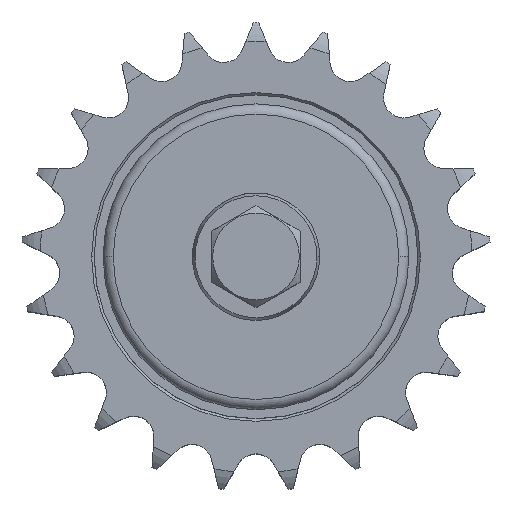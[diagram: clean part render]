
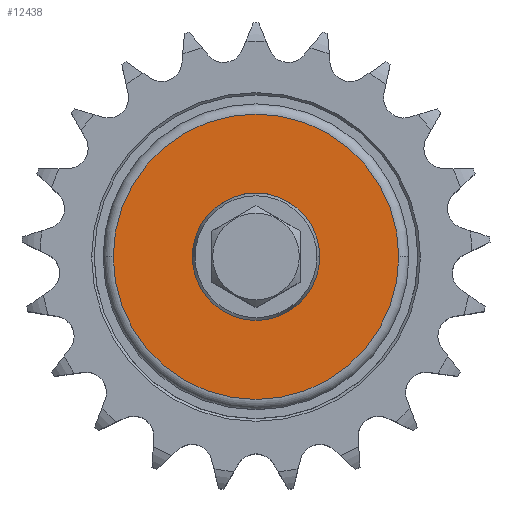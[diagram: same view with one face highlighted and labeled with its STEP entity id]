
A CAD part, top view. The second image highlights one B-rep face of the part: STEP entity #12438.
In plain terms, the highlighted planar face has unit normal (0, 0, 1).
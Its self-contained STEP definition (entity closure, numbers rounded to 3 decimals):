
#1155 = FACE_BOUND ( 'NONE', #15733, .T. ) ;
#2330 = CARTESIAN_POINT ( 'NONE',  ( -12.5, 0., 0. ) ) ;
#3287 = FACE_OUTER_BOUND ( 'NONE', #22332, .T. ) ;
#3417 = CARTESIAN_POINT ( 'NONE',  ( 0., 0., 0. ) ) ;
#3767 = CIRCLE ( 'NONE', #11795, 28. ) ;
#6130 = ORIENTED_EDGE ( 'NONE', *, *, #6984, .T. ) ;
#6415 = DIRECTION ( 'NONE',  ( -1., 0., 0. ) ) ;
#6984 = EDGE_CURVE ( 'NONE', #9972, #18987, #3767, .T. ) ;
#7070 = PLANE ( 'NONE',  #15970 ) ;
#7628 = CARTESIAN_POINT ( 'NONE',  ( 0., 0., 0. ) ) ;
#9345 = CARTESIAN_POINT ( 'NONE',  ( -28., 0., 0. ) ) ;
#9560 = CIRCLE ( 'NONE', #13967, 28. ) ;
#9920 = CIRCLE ( 'NONE', #16766, 12.5 ) ;
#9972 = VERTEX_POINT ( 'NONE', #9345 ) ;
#10072 = CARTESIAN_POINT ( 'NONE',  ( 12.5, 0., 0. ) ) ;
#10847 = DIRECTION ( 'NONE',  ( 0., 0., -1. ) ) ;
#11103 = DIRECTION ( 'NONE',  ( -1., 0., 0. ) ) ;
#11795 = AXIS2_PLACEMENT_3D ( 'NONE', #7628, #23085, #24863 ) ;
#11859 = VERTEX_POINT ( 'NONE', #2330 ) ;
#12023 = CARTESIAN_POINT ( 'NONE',  ( 28., 0., 0. ) ) ;
#12123 = DIRECTION ( 'NONE',  ( -1., 0., 0. ) ) ;
#12438 = ADVANCED_FACE ( 'NONE', ( #1155, #3287 ), #7070, .F. ) ;
#13108 = ORIENTED_EDGE ( 'NONE', *, *, #21268, .T. ) ;
#13967 = AXIS2_PLACEMENT_3D ( 'NONE', #16204, #16474, #6415 ) ;
#14005 = DIRECTION ( 'NONE',  ( 0., 0., 1. ) ) ;
#14091 = ORIENTED_EDGE ( 'NONE', *, *, #15203, .F. ) ;
#14352 = AXIS2_PLACEMENT_3D ( 'NONE', #3417, #19044, #11103 ) ;
#15203 = EDGE_CURVE ( 'NONE', #16937, #11859, #19999, .T. ) ;
#15733 = EDGE_LOOP ( 'NONE', ( #21131, #14091 ) ) ;
#15970 = AXIS2_PLACEMENT_3D ( 'NONE', #24060, #10847, #18651 ) ;
#16204 = CARTESIAN_POINT ( 'NONE',  ( 0., 0., 0. ) ) ;
#16474 = DIRECTION ( 'NONE',  ( 0., 0., 1. ) ) ;
#16766 = AXIS2_PLACEMENT_3D ( 'NONE', #21327, #14005, #12123 ) ;
#16937 = VERTEX_POINT ( 'NONE', #10072 ) ;
#18651 = DIRECTION ( 'NONE',  ( -1., 0., 0. ) ) ;
#18987 = VERTEX_POINT ( 'NONE', #12023 ) ;
#19044 = DIRECTION ( 'NONE',  ( 0., 0., 1. ) ) ;
#19999 = CIRCLE ( 'NONE', #14352, 12.5 ) ;
#20449 = EDGE_CURVE ( 'NONE', #11859, #16937, #9920, .T. ) ;
#21131 = ORIENTED_EDGE ( 'NONE', *, *, #20449, .F. ) ;
#21268 = EDGE_CURVE ( 'NONE', #18987, #9972, #9560, .T. ) ;
#21327 = CARTESIAN_POINT ( 'NONE',  ( 0., 0., 0. ) ) ;
#22332 = EDGE_LOOP ( 'NONE', ( #6130, #13108 ) ) ;
#23085 = DIRECTION ( 'NONE',  ( 0., 0., 1. ) ) ;
#24060 = CARTESIAN_POINT ( 'NONE',  ( 0., 0., 0. ) ) ;
#24863 = DIRECTION ( 'NONE',  ( -1., 0., 0. ) ) ;
